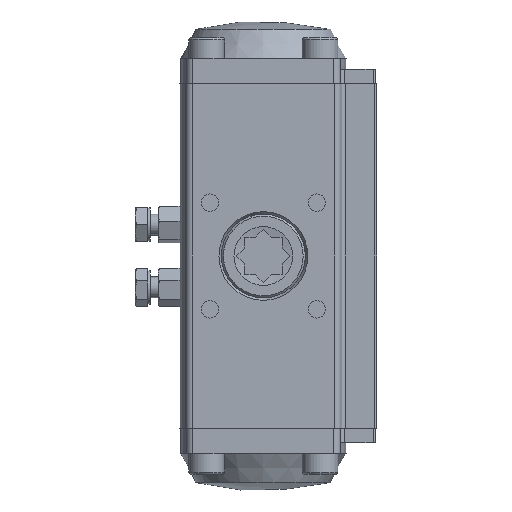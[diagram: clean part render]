
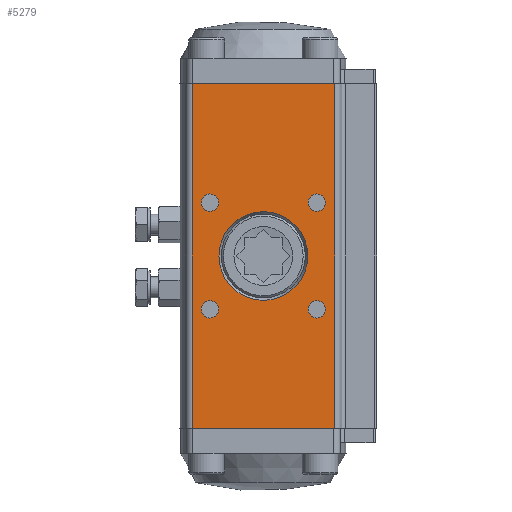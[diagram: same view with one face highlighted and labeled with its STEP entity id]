
A CAD part, front view. The second image highlights one B-rep face of the part: STEP entity #5279.
In plain terms, the highlighted planar face has unit normal (0, -1, 0).
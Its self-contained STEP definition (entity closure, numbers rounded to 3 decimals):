
#156=LINE('',#8570,#426);
#162=LINE('',#8593,#432);
#181=LINE('',#8648,#451);
#182=LINE('',#8650,#452);
#426=VECTOR('',#6733,1000.);
#432=VECTOR('',#6755,1000.);
#451=VECTOR('',#6812,1000.);
#452=VECTOR('',#6815,1000.);
#725=PLANE('',#5869);
#1354=ORIENTED_EDGE('',*,*,#2587,.T.);
#1355=ORIENTED_EDGE('',*,*,#2558,.T.);
#1356=ORIENTED_EDGE('',*,*,#2586,.F.);
#1357=ORIENTED_EDGE('',*,*,#2547,.F.);
#1358=ORIENTED_EDGE('',*,*,#2447,.F.);
#1359=ORIENTED_EDGE('',*,*,#2486,.T.);
#1360=ORIENTED_EDGE('',*,*,#2484,.T.);
#1361=ORIENTED_EDGE('',*,*,#2482,.T.);
#1362=ORIENTED_EDGE('',*,*,#2480,.T.);
#2447=EDGE_CURVE('',#3130,#3130,#3638,.T.);
#2480=EDGE_CURVE('',#3163,#3163,#3665,.T.);
#2482=EDGE_CURVE('',#3165,#3165,#3667,.T.);
#2484=EDGE_CURVE('',#3167,#3167,#3669,.T.);
#2486=EDGE_CURVE('',#3169,#3169,#3671,.T.);
#2547=EDGE_CURVE('',#3225,#3226,#156,.T.);
#2558=EDGE_CURVE('',#3234,#3233,#162,.T.);
#2586=EDGE_CURVE('',#3226,#3233,#181,.T.);
#2587=EDGE_CURVE('',#3225,#3234,#182,.T.);
#3130=VERTEX_POINT('',#8139);
#3163=VERTEX_POINT('',#8317);
#3165=VERTEX_POINT('',#8322);
#3167=VERTEX_POINT('',#8327);
#3169=VERTEX_POINT('',#8332);
#3225=VERTEX_POINT('',#8571);
#3226=VERTEX_POINT('',#8572);
#3233=VERTEX_POINT('',#8592);
#3234=VERTEX_POINT('',#8594);
#3638=CIRCLE('',#5687,10.577);
#3665=CIRCLE('',#5731,2.067);
#3667=CIRCLE('',#5734,2.067);
#3669=CIRCLE('',#5737,2.067);
#3671=CIRCLE('',#5740,2.067);
#4147=EDGE_LOOP('',(#1354,#1355,#1356,#1357));
#4148=EDGE_LOOP('',(#1358));
#4149=EDGE_LOOP('',(#1359));
#4150=EDGE_LOOP('',(#1360));
#4151=EDGE_LOOP('',(#1361));
#4152=EDGE_LOOP('',(#1362));
#4735=FACE_BOUND('',#4147,.T.);
#4736=FACE_BOUND('',#4148,.T.);
#4737=FACE_BOUND('',#4149,.T.);
#4738=FACE_BOUND('',#4150,.T.);
#4739=FACE_BOUND('',#4151,.T.);
#4740=FACE_BOUND('',#4152,.T.);
#5279=ADVANCED_FACE('',(#4735,#4736,#4737,#4738,#4739,#4740),#725,.F.);
#5687=AXIS2_PLACEMENT_3D('',#8138,#6416,#6417);
#5731=AXIS2_PLACEMENT_3D('',#8316,#6504,#6505);
#5734=AXIS2_PLACEMENT_3D('',#8321,#6510,#6511);
#5737=AXIS2_PLACEMENT_3D('',#8326,#6516,#6517);
#5740=AXIS2_PLACEMENT_3D('',#8331,#6522,#6523);
#5869=AXIS2_PLACEMENT_3D('',#8651,#6816,#6817);
#6416=DIRECTION('',(0.,-1.,0.));
#6417=DIRECTION('',(0.,0.,1.));
#6504=DIRECTION('',(0.,1.,0.));
#6505=DIRECTION('',(0.,0.,1.));
#6510=DIRECTION('',(0.,1.,0.));
#6511=DIRECTION('',(0.,0.,1.));
#6516=DIRECTION('',(0.,1.,0.));
#6517=DIRECTION('',(0.,0.,1.));
#6522=DIRECTION('',(0.,1.,0.));
#6523=DIRECTION('',(0.,0.,1.));
#6733=DIRECTION('',(0.,0.,1.));
#6755=DIRECTION('',(0.,0.,1.));
#6812=DIRECTION('',(1.,0.,0.));
#6815=DIRECTION('',(1.,0.,0.));
#6816=DIRECTION('',(0.,1.,0.));
#6817=DIRECTION('',(1.,0.,0.));
#8138=CARTESIAN_POINT('',(0.,-25.,0.));
#8139=CARTESIAN_POINT('',(0.,-25.,10.577));
#8316=CARTESIAN_POINT('',(-12.728,-25.,12.728));
#8317=CARTESIAN_POINT('',(-12.728,-25.,14.795));
#8321=CARTESIAN_POINT('',(-12.728,-25.,-12.728));
#8322=CARTESIAN_POINT('',(-12.728,-25.,-10.661));
#8326=CARTESIAN_POINT('',(12.728,-25.,-12.728));
#8327=CARTESIAN_POINT('',(12.728,-25.,-10.661));
#8331=CARTESIAN_POINT('',(12.728,-25.,12.728));
#8332=CARTESIAN_POINT('',(12.728,-25.,14.795));
#8570=CARTESIAN_POINT('',(-17.,-25.,0.));
#8571=CARTESIAN_POINT('',(-17.,-25.,-41.));
#8572=CARTESIAN_POINT('',(-17.,-25.,41.));
#8592=CARTESIAN_POINT('',(17.,-25.,41.));
#8593=CARTESIAN_POINT('',(17.,-25.,0.));
#8594=CARTESIAN_POINT('',(17.,-25.,-41.));
#8648=CARTESIAN_POINT('',(0.,-25.,41.));
#8650=CARTESIAN_POINT('',(0.,-25.,-41.));
#8651=CARTESIAN_POINT('',(18.5,-25.,0.));
